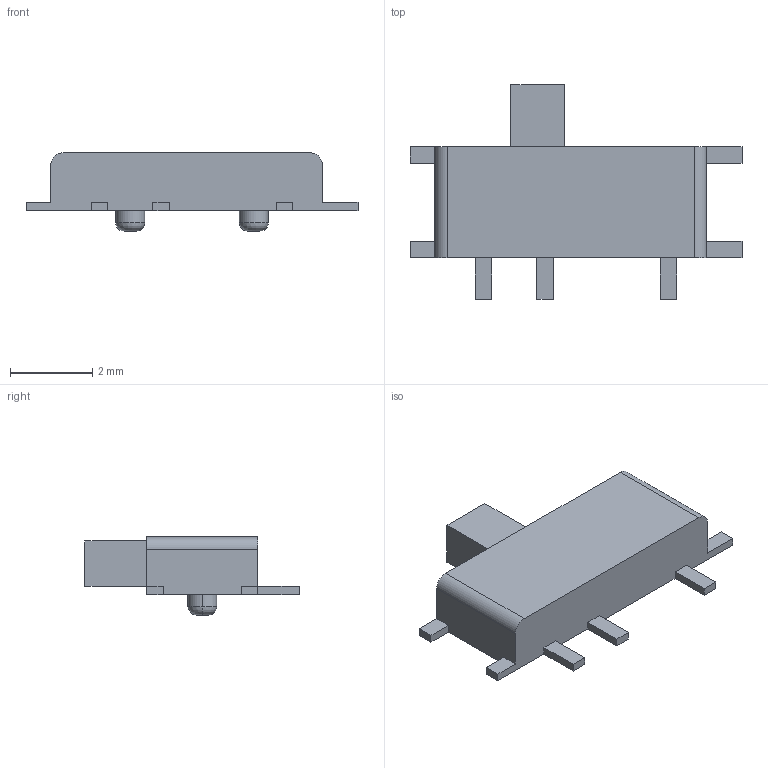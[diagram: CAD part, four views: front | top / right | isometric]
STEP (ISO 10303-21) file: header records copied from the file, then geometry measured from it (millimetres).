
FILE_DESCRIPTION(('CATIA V5 STEP Exchange'),'2;1');
FILE_NAME('mini_slide_switch.stp','2020-02-19T03:39:18+00:00',('none'),('none'),'CATIA Version 5 Release 20 GA (IN-10)','CATIA V5 STEP AP203','none');
FILE_SCHEMA(('CONFIG_CONTROL_DESIGN'));
Length unit declared in the file: millimetre
Products named in the file (1): micro-switch
Bounding box: 8.06 x 5.2 x 1.9 mm (x, y, z)
Volume: 27.8 mm3; surface area: 77 mm2
Topology: 1 solids, 1 shells, 47 faces, 122 edges, 80 vertices
Faces by surface type: plane 37, cylinder 6, revolution 4
Entity records: 1386 total; most frequent: CARTESIAN_POINT 254, ORIENTED_EDGE 244, DIRECTION 180, EDGE_CURVE 122, VECTOR 102, LINE 102, VERTEX_POINT 80, EDGE_LOOP 50
